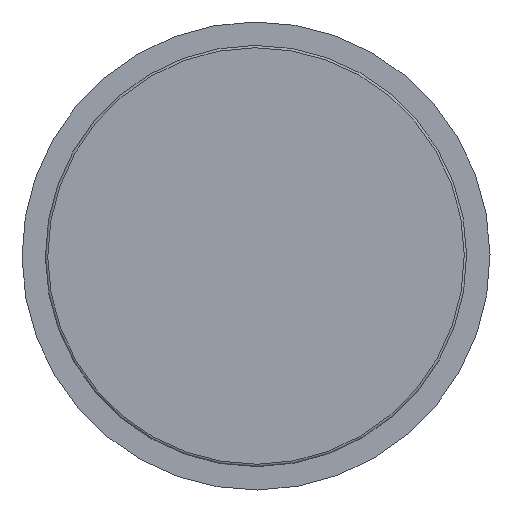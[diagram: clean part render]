
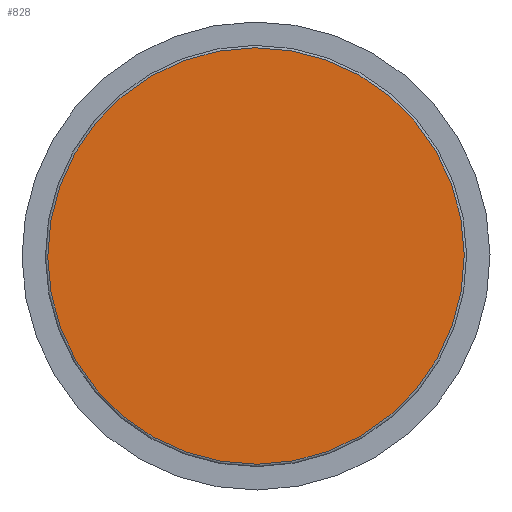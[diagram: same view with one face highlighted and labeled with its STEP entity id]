
A CAD part, left-side view. The second image highlights one B-rep face of the part: STEP entity #828.
In plain terms, the highlighted face is planar.
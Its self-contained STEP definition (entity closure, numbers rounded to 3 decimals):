
#82=PLANE('',#1034);
#204=FACE_OUTER_BOUND('',#253,.T.);
#253=EDGE_LOOP('',(#768,#769));
#321=CIRCLE('',#1027,44.5);
#322=CIRCLE('',#1028,44.5);
#411=VERTEX_POINT('',#1583);
#412=VERTEX_POINT('',#1585);
#530=EDGE_CURVE('',#411,#412,#321,.T.);
#531=EDGE_CURVE('',#412,#411,#322,.T.);
#768=ORIENTED_EDGE('',*,*,#531,.F.);
#769=ORIENTED_EDGE('',*,*,#530,.F.);
#828=ADVANCED_FACE('',(#204),#82,.T.);
#1027=AXIS2_PLACEMENT_3D('',#1586,#1292,#1293);
#1028=AXIS2_PLACEMENT_3D('',#1587,#1294,#1295);
#1034=AXIS2_PLACEMENT_3D('',#1597,#1307,#1308);
#1292=DIRECTION('center_axis',(0.,1.,0.));
#1293=DIRECTION('ref_axis',(1.,0.,0.));
#1294=DIRECTION('center_axis',(0.,1.,0.));
#1295=DIRECTION('ref_axis',(1.,0.,0.));
#1307=DIRECTION('center_axis',(0.,-1.,0.));
#1308=DIRECTION('ref_axis',(0.,0.,-1.));
#1583=CARTESIAN_POINT('',(0.,0.,-44.5));
#1585=CARTESIAN_POINT('',(-44.5,0.,0.));
#1586=CARTESIAN_POINT('Origin',(0.,0.,0.));
#1587=CARTESIAN_POINT('Origin',(0.,0.,0.));
#1597=CARTESIAN_POINT('Origin',(-45.,0.,0.));
